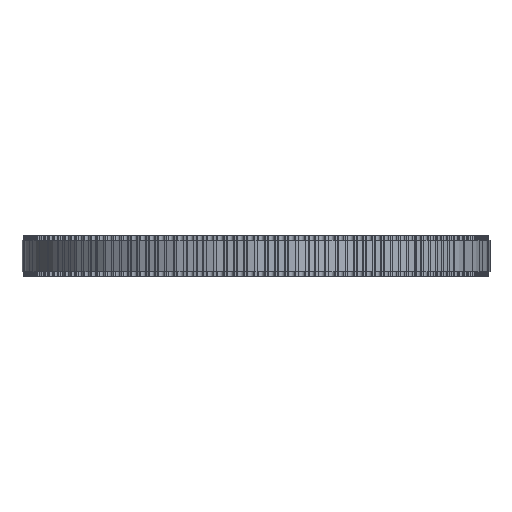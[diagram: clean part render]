
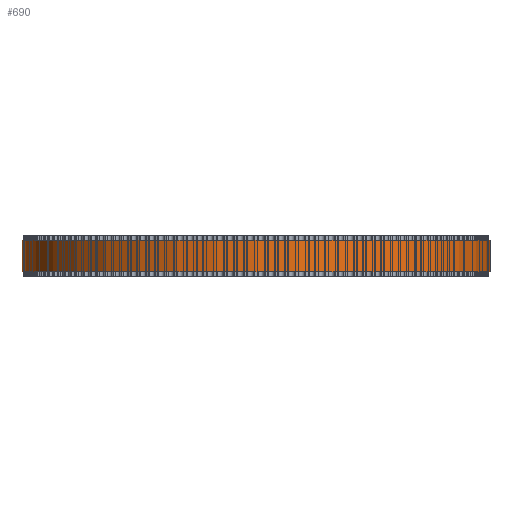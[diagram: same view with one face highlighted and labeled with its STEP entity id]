
A CAD part, front view. The second image highlights one B-rep face of the part: STEP entity #690.
In plain terms, the highlighted cylindrical face has radius 45.2 mm (diameter 90.4 mm), a full revolution.
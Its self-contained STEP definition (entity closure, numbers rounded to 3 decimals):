
#97=FACE_BOUND('',#2400,.T.);
#98=FACE_BOUND('',#2401,.T.);
#690=ADVANCED_FACE('',(#97,#98),#1259,.T.);
#1259=CYLINDRICAL_SURFACE('',#12639,45.2);
#2400=EDGE_LOOP('',(#6946));
#2401=EDGE_LOOP('',(#6947));
#6946=ORIENTED_EDGE('',*,*,#9790,.T.);
#6947=ORIENTED_EDGE('',*,*,#9791,.T.);
#8084=VERTEX_POINT('',#20040);
#8085=VERTEX_POINT('',#20042);
#9790=EDGE_CURVE('',#8084,#8084,#10928,.T.);
#9791=EDGE_CURVE('',#8085,#8085,#10929,.T.);
#10928=CIRCLE('',#12637,45.2);
#10929=CIRCLE('',#12638,45.2);
#12637=AXIS2_PLACEMENT_3D('',#20039,#16622,#16623);
#12638=AXIS2_PLACEMENT_3D('',#20041,#16624,#16625);
#12639=AXIS2_PLACEMENT_3D('',#20043,#16626,#16627);
#16622=DIRECTION('',(0.,0.,1.));
#16623=DIRECTION('',(1.,0.,0.));
#16624=DIRECTION('',(0.,0.,-1.));
#16625=DIRECTION('',(1.,0.,0.));
#16626=DIRECTION('',(0.,0.,1.));
#16627=DIRECTION('',(1.,0.,0.));
#20039=CARTESIAN_POINT('',(0.,0.,1.));
#20040=CARTESIAN_POINT('',(45.2,0.,1.));
#20041=CARTESIAN_POINT('',(0.,0.,7.));
#20042=CARTESIAN_POINT('',(45.2,0.,7.));
#20043=CARTESIAN_POINT('',(0.,0.,1.));
